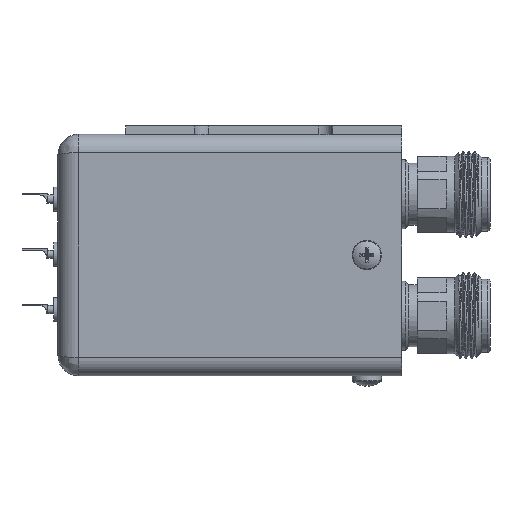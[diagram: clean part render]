
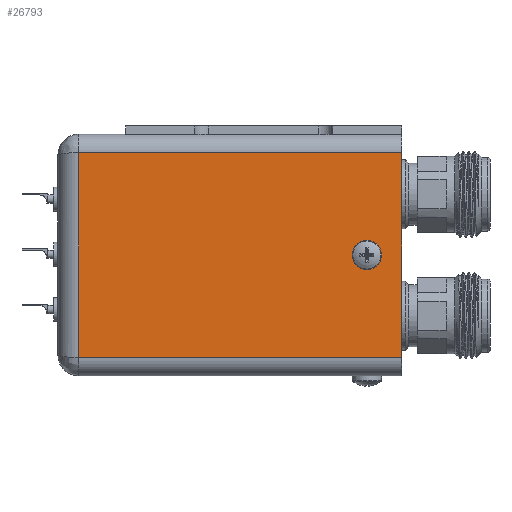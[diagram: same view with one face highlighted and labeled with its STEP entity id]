
A CAD part, left-side view. The second image highlights one B-rep face of the part: STEP entity #26793.
In plain terms, the highlighted planar face has unit normal (-1, 0, 0).
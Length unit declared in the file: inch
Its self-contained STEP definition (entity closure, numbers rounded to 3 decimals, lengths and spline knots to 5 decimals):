
#502 = FACE_OUTER_BOUND ( 'NONE', #6586, .T. ) ;
#1114 = ORIENTED_EDGE ( 'NONE', *, *, #21251, .F. ) ;
#2560 = LINE ( 'NONE', #27451, #23733 ) ;
#2672 = ORIENTED_EDGE ( 'NONE', *, *, #28472, .F. ) ;
#3704 = VERTEX_POINT ( 'NONE', #13483 ) ;
#4323 = EDGE_CURVE ( 'NONE', #27068, #10871, #12229, .T. ) ;
#5066 = PLANE ( 'NONE',  #25351 ) ;
#6586 = EDGE_LOOP ( 'NONE', ( #26394, #14407, #1114, #2672 ) ) ;
#6723 = CARTESIAN_POINT ( 'NONE',  ( -0.875, 2.34, 0.875 ) ) ;
#8201 = DIRECTION ( 'NONE',  ( 0., 0., 1. ) ) ;
#8579 = CARTESIAN_POINT ( 'NONE',  ( -0.875, 2.34, 0.741 ) ) ;
#8934 = CARTESIAN_POINT ( 'NONE',  ( -0.875, 0., -0.741 ) ) ;
#9178 = DIRECTION ( 'NONE',  ( -1., 0., 0. ) ) ;
#9399 = CARTESIAN_POINT ( 'NONE',  ( -0.875, 0.252, 0.0675 ) ) ;
#10871 = VERTEX_POINT ( 'NONE', #9399 ) ;
#11234 = LINE ( 'NONE', #6723, #13214 ) ;
#11330 = DIRECTION ( 'NONE',  ( 0., 0., -1. ) ) ;
#11542 = VERTEX_POINT ( 'NONE', #8579 ) ;
#11620 = FACE_BOUND ( 'NONE', #22747, .T. ) ;
#12151 = LINE ( 'NONE', #12303, #23657 ) ;
#12229 = CIRCLE ( 'NONE', #21585, 0.0675 ) ;
#12303 = CARTESIAN_POINT ( 'NONE',  ( -0.875, 0., 0. ) ) ;
#12492 = CARTESIAN_POINT ( 'NONE',  ( -0.875, 0.252, -0.0675 ) ) ;
#13214 = VECTOR ( 'NONE', #13725, 39.37008 ) ;
#13483 = CARTESIAN_POINT ( 'NONE',  ( -0.875, 0., 0.741 ) ) ;
#13554 = DIRECTION ( 'NONE',  ( 0., 0., 1. ) ) ;
#13725 = DIRECTION ( 'NONE',  ( 0., 0., 1. ) ) ;
#14118 = CARTESIAN_POINT ( 'NONE',  ( -0.875, 2.49, 0.875 ) ) ;
#14407 = ORIENTED_EDGE ( 'NONE', *, *, #16409, .T. ) ;
#16409 = EDGE_CURVE ( 'NONE', #17314, #3704, #12151, .T. ) ;
#16557 = LINE ( 'NONE', #25499, #24573 ) ;
#16697 = DIRECTION ( 'NONE',  ( 0., 1., 0. ) ) ;
#17045 = EDGE_CURVE ( 'NONE', #17314, #26465, #16557, .T. ) ;
#17314 = VERTEX_POINT ( 'NONE', #8934 ) ;
#19688 = ORIENTED_EDGE ( 'NONE', *, *, #4323, .F. ) ;
#20134 = CARTESIAN_POINT ( 'NONE',  ( -0.875, 0.252, 0. ) ) ;
#20235 = DIRECTION ( 'NONE',  ( -1., 0., 0. ) ) ;
#20734 = CARTESIAN_POINT ( 'NONE',  ( -0.875, 2.34, -0.741 ) ) ;
#20777 = CARTESIAN_POINT ( 'NONE',  ( -0.875, 0.252, 0. ) ) ;
#21251 = EDGE_CURVE ( 'NONE', #11542, #3704, #2560, .T. ) ;
#21585 = AXIS2_PLACEMENT_3D ( 'NONE', #20777, #20235, #24653 ) ;
#21692 = DIRECTION ( 'NONE',  ( 0., -1., 0. ) ) ;
#22067 = AXIS2_PLACEMENT_3D ( 'NONE', #20134, #9178, #13554 ) ;
#22747 = EDGE_LOOP ( 'NONE', ( #25039, #19688 ) ) ;
#23657 = VECTOR ( 'NONE', #8201, 39.37008 ) ;
#23733 = VECTOR ( 'NONE', #21692, 39.37008 ) ;
#24573 = VECTOR ( 'NONE', #16697, 39.37008 ) ;
#24653 = DIRECTION ( 'NONE',  ( 0., 0., 1. ) ) ;
#25039 = ORIENTED_EDGE ( 'NONE', *, *, #25751, .F. ) ;
#25351 = AXIS2_PLACEMENT_3D ( 'NONE', #14118, #27604, #11330 ) ;
#25499 = CARTESIAN_POINT ( 'NONE',  ( -0.875, 2.49, -0.741 ) ) ;
#25751 = EDGE_CURVE ( 'NONE', #10871, #27068, #27729, .T. ) ;
#26394 = ORIENTED_EDGE ( 'NONE', *, *, #17045, .F. ) ;
#26465 = VERTEX_POINT ( 'NONE', #20734 ) ;
#26793 = ADVANCED_FACE ( 'NONE', ( #502, #11620 ), #5066, .F. ) ;
#27068 = VERTEX_POINT ( 'NONE', #12492 ) ;
#27451 = CARTESIAN_POINT ( 'NONE',  ( -0.875, 2.49, 0.741 ) ) ;
#27604 = DIRECTION ( 'NONE',  ( 1., 0., 0. ) ) ;
#27729 = CIRCLE ( 'NONE', #22067, 0.0675 ) ;
#28472 = EDGE_CURVE ( 'NONE', #26465, #11542, #11234, .T. ) ;
